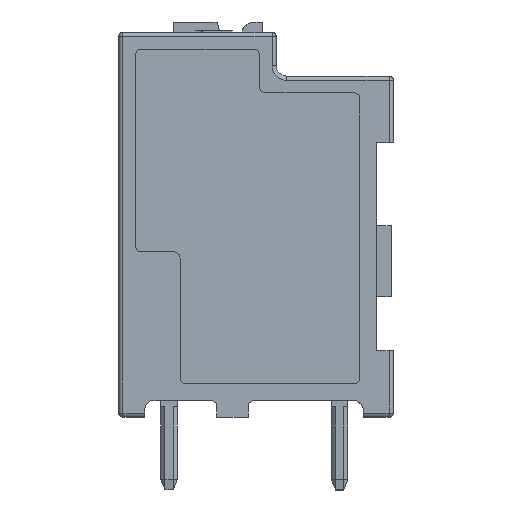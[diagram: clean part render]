
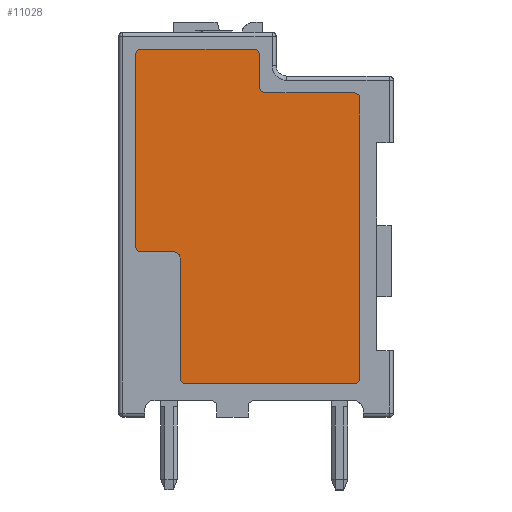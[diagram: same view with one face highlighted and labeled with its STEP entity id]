
A CAD part, left-side view. The second image highlights one B-rep face of the part: STEP entity #11028.
In plain terms, the highlighted planar face has unit normal (-1, 0, 0).
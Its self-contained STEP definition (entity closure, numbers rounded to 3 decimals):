
#86=AXIS2_PLACEMENT_3D('Circle Axis2P3D',#84,#85,$) ;
#191=AXIS2_PLACEMENT_3D('Circle Axis2P3D',#189,#190,$) ;
#273=AXIS2_PLACEMENT_3D('Circle Axis2P3D',#271,#272,$) ;
#10820=AXIS2_PLACEMENT_3D('Circle Axis2P3D',#10818,#10819,$) ;
#10870=AXIS2_PLACEMENT_3D('Circle Axis2P3D',#10868,#10869,$) ;
#10938=AXIS2_PLACEMENT_3D('Circle Axis2P3D',#10936,#10937,$) ;
#10956=AXIS2_PLACEMENT_3D('Circle Axis2P3D',#10954,#10955,$) ;
#10994=AXIS2_PLACEMENT_3D('Circle Axis2P3D',#10992,#10993,$) ;
#11008=AXIS2_PLACEMENT_3D('Plane Axis2P3D',#11005,#11006,#11007) ;
#40=CARTESIAN_POINT('Vertex',(0.8,12.4,11.75)) ;
#45=CARTESIAN_POINT('Line Origine',(0.8,12.4,16.325)) ;
#49=CARTESIAN_POINT('Vertex',(0.8,12.4,20.9)) ;
#84=CARTESIAN_POINT('Axis2P3D Location',(0.8,12.1,11.75)) ;
#88=CARTESIAN_POINT('Vertex',(0.8,12.1,11.45)) ;
#116=CARTESIAN_POINT('Line Origine',(0.8,11.325,11.45)) ;
#120=CARTESIAN_POINT('Vertex',(0.8,10.55,11.45)) ;
#148=CARTESIAN_POINT('Line Origine',(0.8,10.25,8.275)) ;
#152=CARTESIAN_POINT('Vertex',(0.8,10.25,11.15)) ;
#154=CARTESIAN_POINT('Vertex',(0.8,10.25,5.4)) ;
#189=CARTESIAN_POINT('Axis2P3D Location',(0.8,9.95,5.4)) ;
#193=CARTESIAN_POINT('Vertex',(0.8,9.95,5.1)) ;
#227=CARTESIAN_POINT('Vertex',(0.8,1.6,5.4)) ;
#241=CARTESIAN_POINT('Vertex',(0.8,1.6,18.8)) ;
#244=CARTESIAN_POINT('Line Origine',(0.8,1.6,12.1)) ;
#268=CARTESIAN_POINT('Vertex',(0.8,6.43,19.4)) ;
#271=CARTESIAN_POINT('Axis2P3D Location',(0.8,6.13,19.4)) ;
#275=CARTESIAN_POINT('Vertex',(0.8,6.13,19.1)) ;
#10818=CARTESIAN_POINT('Axis2P3D Location',(0.8,12.1,20.9)) ;
#10822=CARTESIAN_POINT('Vertex',(0.8,12.1,21.2)) ;
#10843=CARTESIAN_POINT('Line Origine',(0.8,9.415,21.2)) ;
#10847=CARTESIAN_POINT('Vertex',(0.8,6.73,21.2)) ;
#10868=CARTESIAN_POINT('Axis2P3D Location',(0.8,6.73,20.9)) ;
#10872=CARTESIAN_POINT('Vertex',(0.8,6.43,20.9)) ;
#10893=CARTESIAN_POINT('Line Origine',(0.8,6.43,20.15)) ;
#10911=CARTESIAN_POINT('Line Origine',(0.8,4.015,19.1)) ;
#10915=CARTESIAN_POINT('Vertex',(0.8,1.9,19.1)) ;
#10936=CARTESIAN_POINT('Axis2P3D Location',(0.8,1.9,18.8)) ;
#10954=CARTESIAN_POINT('Axis2P3D Location',(0.8,1.9,5.4)) ;
#10958=CARTESIAN_POINT('Vertex',(0.8,1.9,5.1)) ;
#10974=CARTESIAN_POINT('Line Origine',(0.8,5.925,5.1)) ;
#10992=CARTESIAN_POINT('Axis2P3D Location',(0.8,10.55,11.15)) ;
#11005=CARTESIAN_POINT('Axis2P3D Location',(0.8,21.33,-6.45)) ;
#46=DIRECTION('Vector Direction',(0.,0.,-1.)) ;
#85=DIRECTION('Axis2P3D Direction',(-1.,0.,0.)) ;
#117=DIRECTION('Vector Direction',(0.,-1.,0.)) ;
#149=DIRECTION('Vector Direction',(0.,0.,-1.)) ;
#190=DIRECTION('Axis2P3D Direction',(-1.,0.,0.)) ;
#245=DIRECTION('Vector Direction',(0.,0.,1.)) ;
#272=DIRECTION('Axis2P3D Direction',(1.,0.,0.)) ;
#10819=DIRECTION('Axis2P3D Direction',(1.,0.,0.)) ;
#10844=DIRECTION('Vector Direction',(0.,-1.,0.)) ;
#10869=DIRECTION('Axis2P3D Direction',(1.,0.,-0.)) ;
#10894=DIRECTION('Vector Direction',(0.,0.,-1.)) ;
#10912=DIRECTION('Vector Direction',(0.,-1.,0.)) ;
#10937=DIRECTION('Axis2P3D Direction',(1.,0.,-0.)) ;
#10955=DIRECTION('Axis2P3D Direction',(1.,0.,0.)) ;
#10975=DIRECTION('Vector Direction',(0.,1.,0.)) ;
#10993=DIRECTION('Axis2P3D Direction',(-1.,0.,0.)) ;
#11006=DIRECTION('Axis2P3D Direction',(-1.,0.,0.)) ;
#11007=DIRECTION('Axis2P3D XDirection',(0.,-1.,0.)) ;
#47=VECTOR('Line Direction',#46,1.) ;
#118=VECTOR('Line Direction',#117,1.) ;
#150=VECTOR('Line Direction',#149,1.) ;
#246=VECTOR('Line Direction',#245,1.) ;
#10845=VECTOR('Line Direction',#10844,1.) ;
#10895=VECTOR('Line Direction',#10894,1.) ;
#10913=VECTOR('Line Direction',#10912,1.) ;
#10976=VECTOR('Line Direction',#10975,1.) ;
#11011=ORIENTED_EDGE('',*,*,#51,.T.) ;
#11012=ORIENTED_EDGE('',*,*,#90,.T.) ;
#11013=ORIENTED_EDGE('',*,*,#122,.T.) ;
#11014=ORIENTED_EDGE('',*,*,#10996,.F.) ;
#11015=ORIENTED_EDGE('',*,*,#156,.T.) ;
#11016=ORIENTED_EDGE('',*,*,#195,.T.) ;
#11017=ORIENTED_EDGE('',*,*,#10978,.F.) ;
#11018=ORIENTED_EDGE('',*,*,#10960,.F.) ;
#11019=ORIENTED_EDGE('',*,*,#248,.T.) ;
#11020=ORIENTED_EDGE('',*,*,#10940,.F.) ;
#11021=ORIENTED_EDGE('',*,*,#10917,.F.) ;
#11022=ORIENTED_EDGE('',*,*,#277,.T.) ;
#11023=ORIENTED_EDGE('',*,*,#10897,.F.) ;
#11024=ORIENTED_EDGE('',*,*,#10874,.F.) ;
#11025=ORIENTED_EDGE('',*,*,#10849,.F.) ;
#11026=ORIENTED_EDGE('',*,*,#10824,.F.) ;
#11028=ADVANCED_FACE('model',(#11027),#11009,.T.) ;
#87=CIRCLE('generated circle',#86,0.3) ;
#192=CIRCLE('generated circle',#191,0.3) ;
#274=CIRCLE('generated circle',#273,0.3) ;
#10821=CIRCLE('generated circle',#10820,0.3) ;
#10871=CIRCLE('generated circle',#10870,0.3) ;
#10939=CIRCLE('generated circle',#10938,0.3) ;
#10957=CIRCLE('generated circle',#10956,0.3) ;
#10995=CIRCLE('generated circle',#10994,0.3) ;
#51=EDGE_CURVE('',#50,#41,#48,.T.) ;
#90=EDGE_CURVE('',#41,#89,#87,.T.) ;
#122=EDGE_CURVE('',#89,#121,#119,.T.) ;
#156=EDGE_CURVE('',#153,#155,#151,.T.) ;
#195=EDGE_CURVE('',#155,#194,#192,.T.) ;
#248=EDGE_CURVE('',#228,#242,#247,.T.) ;
#277=EDGE_CURVE('',#276,#269,#274,.T.) ;
#10824=EDGE_CURVE('',#50,#10823,#10821,.T.) ;
#10849=EDGE_CURVE('',#10823,#10848,#10846,.T.) ;
#10874=EDGE_CURVE('',#10848,#10873,#10871,.T.) ;
#10897=EDGE_CURVE('',#10873,#269,#10896,.T.) ;
#10917=EDGE_CURVE('',#276,#10916,#10914,.T.) ;
#10940=EDGE_CURVE('',#10916,#242,#10939,.T.) ;
#10960=EDGE_CURVE('',#228,#10959,#10957,.T.) ;
#10978=EDGE_CURVE('',#10959,#194,#10977,.T.) ;
#10996=EDGE_CURVE('',#153,#121,#10995,.T.) ;
#11010=EDGE_LOOP('',(#11011,#11012,#11013,#11014,#11015,#11016,#11017,#11018,#11019,#11020,#11021,#11022,#11023,#11024,#11025,#11026)) ;
#11027=FACE_OUTER_BOUND('',#11010,.T.) ;
#48=LINE('Line',#45,#47) ;
#119=LINE('Line',#116,#118) ;
#151=LINE('Line',#148,#150) ;
#247=LINE('Line',#244,#246) ;
#10846=LINE('Line',#10843,#10845) ;
#10896=LINE('Line',#10893,#10895) ;
#10914=LINE('Line',#10911,#10913) ;
#10977=LINE('Line',#10974,#10976) ;
#11009=PLANE('',#11008) ;
#41=VERTEX_POINT('',#40) ;
#50=VERTEX_POINT('',#49) ;
#89=VERTEX_POINT('',#88) ;
#121=VERTEX_POINT('',#120) ;
#153=VERTEX_POINT('',#152) ;
#155=VERTEX_POINT('',#154) ;
#194=VERTEX_POINT('',#193) ;
#228=VERTEX_POINT('',#227) ;
#242=VERTEX_POINT('',#241) ;
#269=VERTEX_POINT('',#268) ;
#276=VERTEX_POINT('',#275) ;
#10823=VERTEX_POINT('',#10822) ;
#10848=VERTEX_POINT('',#10847) ;
#10873=VERTEX_POINT('',#10872) ;
#10916=VERTEX_POINT('',#10915) ;
#10959=VERTEX_POINT('',#10958) ;
